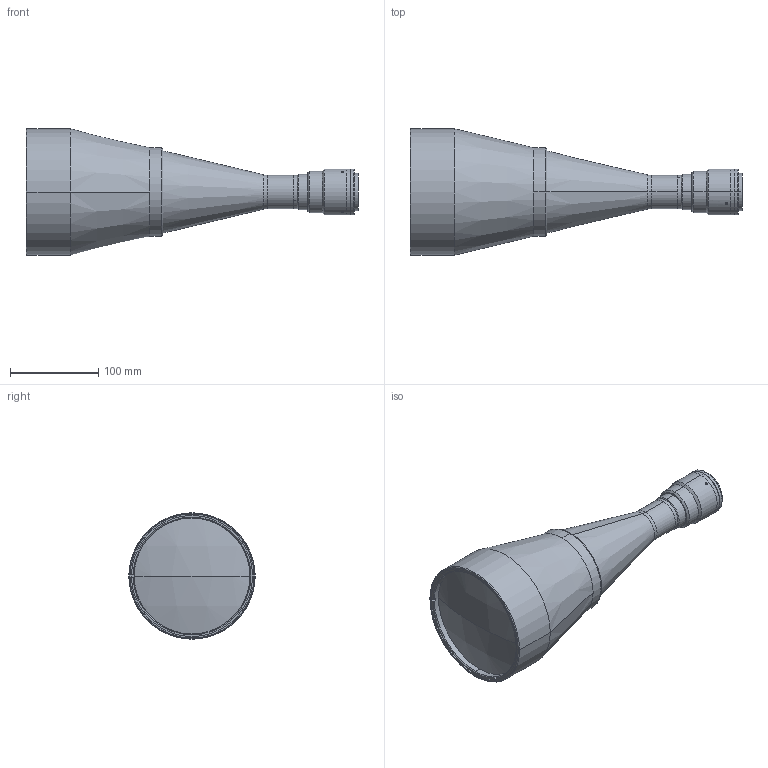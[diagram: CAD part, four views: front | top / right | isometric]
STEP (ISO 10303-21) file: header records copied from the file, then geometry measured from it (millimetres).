
FILE_DESCRIPTION (( 'STEP AP214' ), '1' );
FILE_NAME ('TC2M096HR-M42.STEP', '2014-06-03T12:34:27', ( 'piermario' ), ( '' ), 'SwSTEP 2.0', 'SolidWorks 2013', '' );
FILE_SCHEMA (( 'AUTOMOTIVE_DESIGN' ));
Length unit declared in the file: millimetre
Products named in the file (1): TC2M096HR-M42
Bounding box: 375.37 x 143 x 143 mm (x, y, z)
Surface area: 151292.3 mm2 (no closed solid volume)
Topology: 0 solids, 12 shells, 86 faces, 227 edges, 156 vertices
Faces by surface type: cylinder 36, plane 24, cone 18, torus 6, sphere 2
Entity records: 3887 total; most frequent: CARTESIAN_POINT 716, DIRECTION 515, ORIENTED_EDGE 380, EDGE_CURVE 227, AXIS2_PLACEMENT_3D 219, VERTEX_POINT 156, CIRCLE 132, EDGE_LOOP 107
